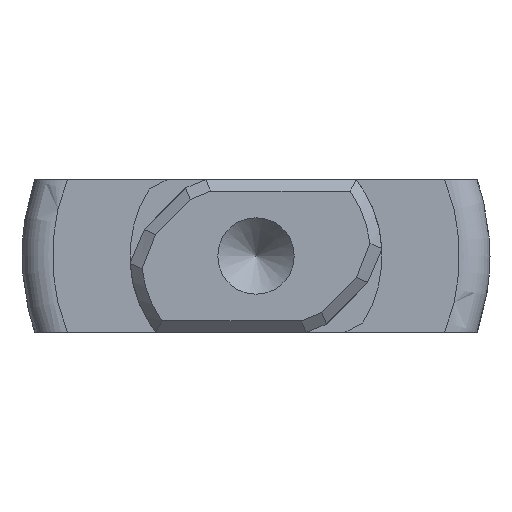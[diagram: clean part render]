
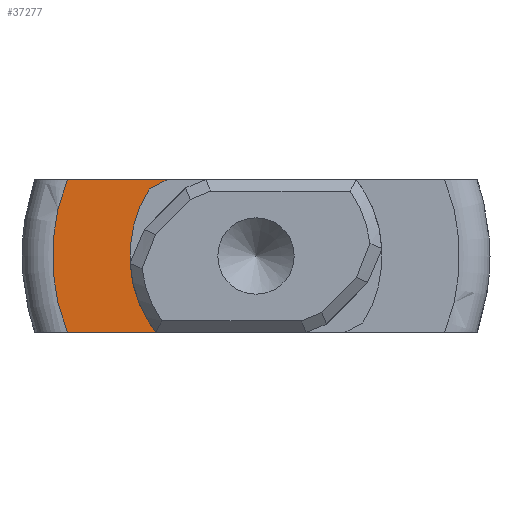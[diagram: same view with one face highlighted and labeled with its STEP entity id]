
A CAD part, left-side view. The second image highlights one B-rep face of the part: STEP entity #37277.
In plain terms, the highlighted planar face has unit normal (-1, 0, 0).
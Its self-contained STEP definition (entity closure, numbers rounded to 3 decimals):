
#722 = PLANE('',#723);
#723 = AXIS2_PLACEMENT_3D('',#724,#725,#726);
#724 = CARTESIAN_POINT('',(-6.25,-6.25,2.));
#725 = DIRECTION('',(0.,0.,1.));
#726 = DIRECTION('',(0.,1.,0.));
#15973 = VERTEX_POINT('',#15974);
#15974 = CARTESIAN_POINT('',(0.,4.94,2.));
#16008 = TOROIDAL_SURFACE('',#16009,5.329,0.8);
#16009 = AXIS2_PLACEMENT_3D('',#16010,#16011,#16012);
#16010 = CARTESIAN_POINT('',(0.8,0.,0.));
#16011 = DIRECTION('',(1.,0.,0.));
#16012 = DIRECTION('',(0.,0.,-1.));
#16042 = EDGE_CURVE('',#15973,#16043,#16045,.T.);
#16043 = VERTEX_POINT('',#16044);
#16044 = CARTESIAN_POINT('',(0.,2.327,2.));
#16045 = SURFACE_CURVE('',#16046,(#16050,#16057),.PCURVE_S1.);
#16046 = LINE('',#16047,#16048);
#16047 = CARTESIAN_POINT('',(0.,5.79,2.));
#16048 = VECTOR('',#16049,1.);
#16049 = DIRECTION('',(0.,-1.,0.));
#16050 = PCURVE('',#722,#16051);
#16051 = DEFINITIONAL_REPRESENTATION('',(#16052),#16056);
#16052 = LINE('',#16053,#16054);
#16053 = CARTESIAN_POINT('',(12.04,-6.25));
#16054 = VECTOR('',#16055,1.);
#16055 = DIRECTION('',(-1.,-0.));
#16056 = ( GEOMETRIC_REPRESENTATION_CONTEXT(2) 
PARAMETRIC_REPRESENTATION_CONTEXT() REPRESENTATION_CONTEXT('2D SPACE',''
  ) );
#16057 = PCURVE('',#16058,#16063);
#16058 = PLANE('',#16059);
#16059 = AXIS2_PLACEMENT_3D('',#16060,#16061,#16062);
#16060 = CARTESIAN_POINT('',(0.,5.329,
    0.));
#16061 = DIRECTION('',(-1.,0.,0.));
#16062 = DIRECTION('',(0.,0.,1.));
#16063 = DEFINITIONAL_REPRESENTATION('',(#16064),#16068);
#16064 = LINE('',#16065,#16066);
#16065 = CARTESIAN_POINT('',(2.,0.46));
#16066 = VECTOR('',#16067,1.);
#16067 = DIRECTION('',(0.,-1.));
#16068 = ( GEOMETRIC_REPRESENTATION_CONTEXT(2) 
PARAMETRIC_REPRESENTATION_CONTEXT() REPRESENTATION_CONTEXT('2D SPACE',''
  ) );
#16086 = PLANE('',#16087);
#16087 = AXIS2_PLACEMENT_3D('',#16088,#16089,#16090);
#16088 = CARTESIAN_POINT('',(-41.438,2.561,1.878));
#16089 = DIRECTION('',(0.,0.464,0.886
    ));
#16090 = DIRECTION('',(1.,0.,0.));
#33469 = PLANE('',#33470);
#33470 = AXIS2_PLACEMENT_3D('',#33471,#33472,#33473);
#33471 = CARTESIAN_POINT('',(-6.25,6.25,-2.));
#33472 = DIRECTION('',(0.,0.,-1.));
#33473 = DIRECTION('',(0.,-1.,0.));
#35558 = PLANE('',#35559);
#35559 = AXIS2_PLACEMENT_3D('',#35560,#35561,#35562);
#35560 = CARTESIAN_POINT('',(-41.438,2.561,-1.878));
#35561 = DIRECTION('',(0.,0.464,
    -0.886));
#35562 = DIRECTION('',(-1.,0.,0.));
#35578 = VERTEX_POINT('',#35579);
#35579 = CARTESIAN_POINT('',(0.,2.795,
    -1.755));
#35593 = CYLINDRICAL_SURFACE('',#35594,3.3);
#35594 = AXIS2_PLACEMENT_3D('',#35595,#35596,#35597);
#35595 = CARTESIAN_POINT('',(-41.438,0.,
    0.));
#35596 = DIRECTION('',(1.,0.,0.));
#35597 = DIRECTION('',(0.,1.,0.));
#35605 = EDGE_CURVE('',#35606,#35578,#35608,.T.);
#35606 = VERTEX_POINT('',#35607);
#35607 = CARTESIAN_POINT('',(0.,2.327,-2.));
#35608 = SURFACE_CURVE('',#35609,(#35613,#35620),.PCURVE_S1.);
#35609 = LINE('',#35610,#35611);
#35610 = CARTESIAN_POINT('',(0.,4.033,-1.107));
#35611 = VECTOR('',#35612,1.);
#35612 = DIRECTION('',(0.,0.886,0.464
    ));
#35613 = PCURVE('',#35558,#35614);
#35614 = DEFINITIONAL_REPRESENTATION('',(#35615),#35619);
#35615 = LINE('',#35616,#35617);
#35616 = CARTESIAN_POINT('',(-41.438,1.662));
#35617 = VECTOR('',#35618,1.);
#35618 = DIRECTION('',(0.,1.));
#35619 = ( GEOMETRIC_REPRESENTATION_CONTEXT(2) 
PARAMETRIC_REPRESENTATION_CONTEXT() REPRESENTATION_CONTEXT('2D SPACE',''
  ) );
#35620 = PCURVE('',#16058,#35621);
#35621 = DEFINITIONAL_REPRESENTATION('',(#35622),#35626);
#35622 = LINE('',#35623,#35624);
#35623 = CARTESIAN_POINT('',(-1.107,-1.296));
#35624 = VECTOR('',#35625,1.);
#35625 = DIRECTION('',(0.464,0.886));
#35626 = ( GEOMETRIC_REPRESENTATION_CONTEXT(2) 
PARAMETRIC_REPRESENTATION_CONTEXT() REPRESENTATION_CONTEXT('2D SPACE',''
  ) );
#36114 = EDGE_CURVE('',#35606,#36115,#36117,.T.);
#36115 = VERTEX_POINT('',#36116);
#36116 = CARTESIAN_POINT('',(0.,4.94,-2.));
#36117 = SURFACE_CURVE('',#36118,(#36122,#36129),.PCURVE_S1.);
#36118 = LINE('',#36119,#36120);
#36119 = CARTESIAN_POINT('',(0.,-0.46,-2.));
#36120 = VECTOR('',#36121,1.);
#36121 = DIRECTION('',(0.,1.,0.));
#36122 = PCURVE('',#33469,#36123);
#36123 = DEFINITIONAL_REPRESENTATION('',(#36124),#36128);
#36124 = LINE('',#36125,#36126);
#36125 = CARTESIAN_POINT('',(6.71,-6.25));
#36126 = VECTOR('',#36127,1.);
#36127 = DIRECTION('',(-1.,-0.));
#36128 = ( GEOMETRIC_REPRESENTATION_CONTEXT(2) 
PARAMETRIC_REPRESENTATION_CONTEXT() REPRESENTATION_CONTEXT('2D SPACE',''
  ) );
#36129 = PCURVE('',#16058,#36130);
#36130 = DEFINITIONAL_REPRESENTATION('',(#36131),#36135);
#36131 = LINE('',#36132,#36133);
#36132 = CARTESIAN_POINT('',(-2.,-5.79));
#36133 = VECTOR('',#36134,1.);
#36134 = DIRECTION('',(0.,1.));
#36135 = ( GEOMETRIC_REPRESENTATION_CONTEXT(2) 
PARAMETRIC_REPRESENTATION_CONTEXT() REPRESENTATION_CONTEXT('2D SPACE',''
  ) );
#36758 = EDGE_CURVE('',#36759,#16043,#36761,.T.);
#36759 = VERTEX_POINT('',#36760);
#36760 = CARTESIAN_POINT('',(0.,2.795,
    1.755));
#36761 = SURFACE_CURVE('',#36762,(#36766,#36773),.PCURVE_S1.);
#36762 = LINE('',#36763,#36764);
#36763 = CARTESIAN_POINT('',(0.,4.033,1.107));
#36764 = VECTOR('',#36765,1.);
#36765 = DIRECTION('',(0.,-0.886,
    0.464));
#36766 = PCURVE('',#16086,#36767);
#36767 = DEFINITIONAL_REPRESENTATION('',(#36768),#36772);
#36768 = LINE('',#36769,#36770);
#36769 = CARTESIAN_POINT('',(41.438,1.662));
#36770 = VECTOR('',#36771,1.);
#36771 = DIRECTION('',(0.,-1.));
#36772 = ( GEOMETRIC_REPRESENTATION_CONTEXT(2) 
PARAMETRIC_REPRESENTATION_CONTEXT() REPRESENTATION_CONTEXT('2D SPACE',''
  ) );
#36773 = PCURVE('',#16058,#36774);
#36774 = DEFINITIONAL_REPRESENTATION('',(#36775),#36779);
#36775 = LINE('',#36776,#36777);
#36776 = CARTESIAN_POINT('',(1.107,-1.296));
#36777 = VECTOR('',#36778,1.);
#36778 = DIRECTION('',(0.464,-0.886));
#36779 = ( GEOMETRIC_REPRESENTATION_CONTEXT(2) 
PARAMETRIC_REPRESENTATION_CONTEXT() REPRESENTATION_CONTEXT('2D SPACE',''
  ) );
#36808 = EDGE_CURVE('',#35578,#36759,#36809,.T.);
#36809 = SURFACE_CURVE('',#36810,(#36815,#36822),.PCURVE_S1.);
#36810 = CIRCLE('',#36811,3.3);
#36811 = AXIS2_PLACEMENT_3D('',#36812,#36813,#36814);
#36812 = CARTESIAN_POINT('',(0.,0.,
    0.));
#36813 = DIRECTION('',(1.,0.,0.));
#36814 = DIRECTION('',(0.,0.,1.));
#36815 = PCURVE('',#35593,#36816);
#36816 = DEFINITIONAL_REPRESENTATION('',(#36817),#36821);
#36817 = LINE('',#36818,#36819);
#36818 = CARTESIAN_POINT('',(1.571,41.438));
#36819 = VECTOR('',#36820,1.);
#36820 = DIRECTION('',(1.,0.));
#36821 = ( GEOMETRIC_REPRESENTATION_CONTEXT(2) 
PARAMETRIC_REPRESENTATION_CONTEXT() REPRESENTATION_CONTEXT('2D SPACE',''
  ) );
#36822 = PCURVE('',#16058,#36823);
#36823 = DEFINITIONAL_REPRESENTATION('',(#36824),#36832);
#36824 = ( BOUNDED_CURVE() B_SPLINE_CURVE(2,(#36825,#36826,#36827,#36828
    ,#36829,#36830,#36831),.UNSPECIFIED.,.T.,.F.) 
B_SPLINE_CURVE_WITH_KNOTS((1,2,2,2,2,1),(-2.094,0.,
    2.094,4.189,6.283,8.378),
.UNSPECIFIED.) CURVE() GEOMETRIC_REPRESENTATION_ITEM() 
RATIONAL_B_SPLINE_CURVE((1.,0.5,1.,0.5,1.,0.5,1.)) REPRESENTATION_ITEM(
  '') );
#36825 = CARTESIAN_POINT('',(3.3,-5.329));
#36826 = CARTESIAN_POINT('',(3.3,-11.045));
#36827 = CARTESIAN_POINT('',(-1.65,-8.187));
#36828 = CARTESIAN_POINT('',(-6.6,-5.329));
#36829 = CARTESIAN_POINT('',(-1.65,-2.471));
#36830 = CARTESIAN_POINT('',(3.3,0.387));
#36831 = CARTESIAN_POINT('',(3.3,-5.329));
#36832 = ( GEOMETRIC_REPRESENTATION_CONTEXT(2) 
PARAMETRIC_REPRESENTATION_CONTEXT() REPRESENTATION_CONTEXT('2D SPACE',''
  ) );
#37277 = ADVANCED_FACE('',(#37278),#16058,.T.);
#37278 = FACE_BOUND('',#37279,.T.);
#37279 = EDGE_LOOP('',(#37280,#37281,#37282,#37283,#37309,#37310));
#37280 = ORIENTED_EDGE('',*,*,#36808,.T.);
#37281 = ORIENTED_EDGE('',*,*,#36758,.T.);
#37282 = ORIENTED_EDGE('',*,*,#16042,.F.);
#37283 = ORIENTED_EDGE('',*,*,#37284,.F.);
#37284 = EDGE_CURVE('',#36115,#15973,#37285,.T.);
#37285 = SURFACE_CURVE('',#37286,(#37291,#37302),.PCURVE_S1.);
#37286 = CIRCLE('',#37287,5.329);
#37287 = AXIS2_PLACEMENT_3D('',#37288,#37289,#37290);
#37288 = CARTESIAN_POINT('',(0.,0.,0.)
  );
#37289 = DIRECTION('',(1.,0.,0.));
#37290 = DIRECTION('',(0.,0.,1.));
#37291 = PCURVE('',#16058,#37292);
#37292 = DEFINITIONAL_REPRESENTATION('',(#37293),#37301);
#37293 = ( BOUNDED_CURVE() B_SPLINE_CURVE(2,(#37294,#37295,#37296,#37297
    ,#37298,#37299,#37300),.UNSPECIFIED.,.T.,.F.) 
B_SPLINE_CURVE_WITH_KNOTS((1,2,2,2,2,1),(-2.094,0.,
    2.094,4.189,6.283,8.378),
.UNSPECIFIED.) CURVE() GEOMETRIC_REPRESENTATION_ITEM() 
RATIONAL_B_SPLINE_CURVE((1.,0.5,1.,0.5,1.,0.5,1.)) REPRESENTATION_ITEM(
  '') );
#37294 = CARTESIAN_POINT('',(5.329,-5.329));
#37295 = CARTESIAN_POINT('',(5.329,-14.56));
#37296 = CARTESIAN_POINT('',(-2.665,-9.945));
#37297 = CARTESIAN_POINT('',(-10.659,-5.329));
#37298 = CARTESIAN_POINT('',(-2.665,-0.714));
#37299 = CARTESIAN_POINT('',(5.329,3.901));
#37300 = CARTESIAN_POINT('',(5.329,-5.329));
#37301 = ( GEOMETRIC_REPRESENTATION_CONTEXT(2) 
PARAMETRIC_REPRESENTATION_CONTEXT() REPRESENTATION_CONTEXT('2D SPACE',''
  ) );
#37302 = PCURVE('',#16008,#37303);
#37303 = DEFINITIONAL_REPRESENTATION('',(#37304),#37308);
#37304 = LINE('',#37305,#37306);
#37305 = CARTESIAN_POINT('',(-3.142,4.712));
#37306 = VECTOR('',#37307,1.);
#37307 = DIRECTION('',(1.,0.));
#37308 = ( GEOMETRIC_REPRESENTATION_CONTEXT(2) 
PARAMETRIC_REPRESENTATION_CONTEXT() REPRESENTATION_CONTEXT('2D SPACE',''
  ) );
#37309 = ORIENTED_EDGE('',*,*,#36114,.F.);
#37310 = ORIENTED_EDGE('',*,*,#35605,.T.);
